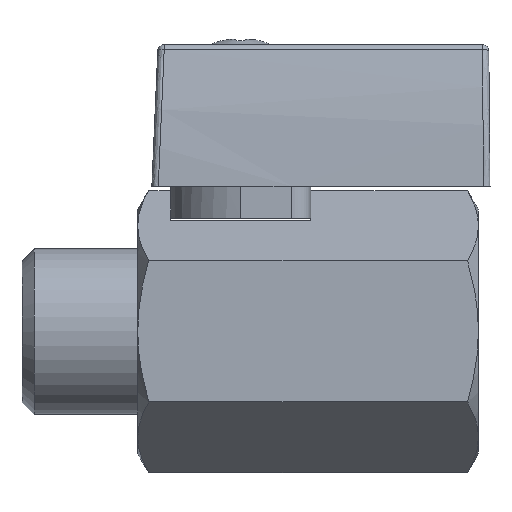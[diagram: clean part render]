
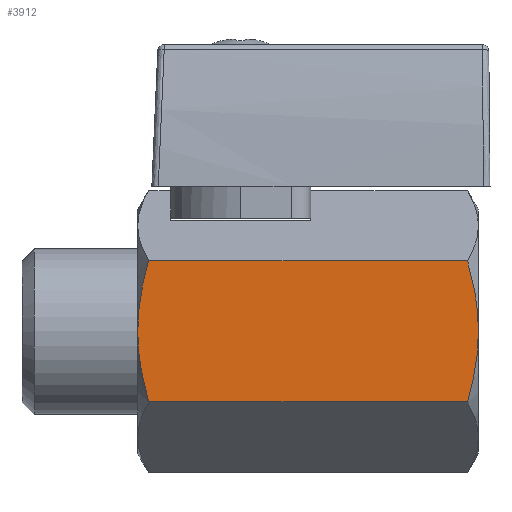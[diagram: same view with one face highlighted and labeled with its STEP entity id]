
A CAD part, top view. The second image highlights one B-rep face of the part: STEP entity #3912.
In plain terms, the highlighted planar face has unit normal (0, 0, 1).
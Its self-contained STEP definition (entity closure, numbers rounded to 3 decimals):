
#227 = CARTESIAN_POINT ( 'NONE',  ( -7.151, 5.485, 9.5 ) ) ;
#228 = CARTESIAN_POINT ( 'NONE',  ( -8., 0., 9.5 ) ) ;
#229 = CARTESIAN_POINT ( 'NONE',  ( -7.151, -5.485, 9.5 ) ) ;
#230 = CARTESIAN_POINT ( 'NONE',  ( 17.651, -5.485, 9.5 ) ) ;
#231 = CARTESIAN_POINT ( 'NONE',  ( 18.5, 0., 9.5 ) ) ;
#235 = CARTESIAN_POINT ( 'NONE',  ( 17.651, 5.485, 9.5 ) ) ;
#723 = CARTESIAN_POINT ( 'NONE',  ( 18.5, 0.928, 9.5 ) ) ;
#724 = CARTESIAN_POINT ( 'NONE',  ( 17.908, 4.598, 9.5 ) ) ;
#726 = CARTESIAN_POINT ( 'NONE',  ( 18.121, 3.699, 9.5 ) ) ;
#727 = CARTESIAN_POINT ( 'NONE',  ( 18.418, 1.868, 9.5 ) ) ;
#729 = CARTESIAN_POINT ( 'NONE',  ( 18.5, 0., 9.5 ) ) ;
#986 = CARTESIAN_POINT ( 'NONE',  ( 17.651, 5.485, 9.5 ) ) ;
#1299 = DIRECTION ( 'NONE',  ( 0., 1., 0. ) ) ;
#1300 = DIRECTION ( 'NONE',  ( 0., 0., -1. ) ) ;
#1301 = CARTESIAN_POINT ( 'NONE',  ( 18.5, 5.485, 9.5 ) ) ;
#1302 = PLANE ( 'NONE',  #5599 ) ;
#2618 = ORIENTED_EDGE ( 'NONE', *, *, #4144, .F. ) ;
#2619 = ORIENTED_EDGE ( 'NONE', *, *, #4142, .F. ) ;
#2620 = ORIENTED_EDGE ( 'NONE', *, *, #4143, .F. ) ;
#2621 = ORIENTED_EDGE ( 'NONE', *, *, #4145, .T. ) ;
#2622 = ORIENTED_EDGE ( 'NONE', *, *, #4137, .F. ) ;
#2624 = ORIENTED_EDGE ( 'NONE', *, *, #4146, .F. ) ;
#2735 = EDGE_LOOP ( 'NONE', ( #2618, #2620, #2619, #2622, #2621, #2624 ) ) ;
#3050 = VERTEX_POINT ( 'NONE', #235 ) ;
#3057 = VERTEX_POINT ( 'NONE', #231 ) ;
#3060 = VERTEX_POINT ( 'NONE', #230 ) ;
#3061 = VERTEX_POINT ( 'NONE', #229 ) ;
#3062 = VERTEX_POINT ( 'NONE', #228 ) ;
#3065 = VERTEX_POINT ( 'NONE', #227 ) ;
#3526 = LINE ( 'NONE', #4433, #5708 ) ;
#3527 = LINE ( 'NONE', #4425, #5710 ) ;
#3700 = FACE_OUTER_BOUND ( 'NONE', #2735, .T. ) ;
#3772 = B_SPLINE_CURVE_WITH_KNOTS ( 'NONE', 3,
 ( #986, #724, #726, #727, #723, #729 ),
 .UNSPECIFIED., .F., .F.,
 ( 4, 2, 4 ),
 ( 0.024, 0.027, 0.03 ),
 .UNSPECIFIED. ) ;
#3775 = B_SPLINE_CURVE_WITH_KNOTS ( 'NONE', 3,
 ( #4419, #4420, #4421, #4422, #4423, #4424 ),
 .UNSPECIFIED., .F., .F.,
 ( 4, 2, 4 ),
 ( 0.03, 0.033, 0.035 ),
 .UNSPECIFIED. ) ;
#3776 = B_SPLINE_CURVE_WITH_KNOTS ( 'NONE', 3,
 ( #4427, #4428, #4429, #4430, #4431, #4432 ),
 .UNSPECIFIED., .F., .F.,
 ( 4, 2, 4 ),
 ( 0.01, 0.013, 0.016 ),
 .UNSPECIFIED. ) ;
#3777 = B_SPLINE_CURVE_WITH_KNOTS ( 'NONE', 3,
 ( #4435, #4497, #5173, #5174, #4469, #4460, #4459, #4458 ),
 .UNSPECIFIED., .F., .F.,
 ( 4, 2, 2, 4 ),
 ( 0.016, 0.017, 0.019, 0.021 ),
 .UNSPECIFIED. ) ;
#3912 = ADVANCED_FACE ( 'NONE', ( #3700 ), #1302, .F. ) ;
#4137 = EDGE_CURVE ( 'NONE', #3050, #3057, #3772, .T. ) ;
#4142 = EDGE_CURVE ( 'NONE', #3057, #3060, #3775, .T. ) ;
#4143 = EDGE_CURVE ( 'NONE', #3060, #3061, #3527, .T. ) ;
#4144 = EDGE_CURVE ( 'NONE', #3061, #3062, #3776, .T. ) ;
#4145 = EDGE_CURVE ( 'NONE', #3050, #3065, #3526, .T. ) ;
#4146 = EDGE_CURVE ( 'NONE', #3062, #3065, #3777, .T. ) ;
#4419 = CARTESIAN_POINT ( 'NONE',  ( 18.5, 0., 9.5 ) ) ;
#4420 = CARTESIAN_POINT ( 'NONE',  ( 18.5, -0.927, 9.5 ) ) ;
#4421 = CARTESIAN_POINT ( 'NONE',  ( 18.42, -1.848, 9.5 ) ) ;
#4422 = CARTESIAN_POINT ( 'NONE',  ( 18.125, -3.679, 9.5 ) ) ;
#4423 = CARTESIAN_POINT ( 'NONE',  ( 17.909, -4.592, 9.5 ) ) ;
#4424 = CARTESIAN_POINT ( 'NONE',  ( 17.651, -5.485, 9.5 ) ) ;
#4425 = CARTESIAN_POINT ( 'NONE',  ( 18.5, -5.485, 9.5 ) ) ;
#4426 = DIRECTION ( 'NONE',  ( -1., 0., 0. ) ) ;
#4427 = CARTESIAN_POINT ( 'NONE',  ( -7.151, -5.485, 9.5 ) ) ;
#4428 = CARTESIAN_POINT ( 'NONE',  ( -7.409, -4.591, 9.5 ) ) ;
#4429 = CARTESIAN_POINT ( 'NONE',  ( -7.625, -3.679, 9.5 ) ) ;
#4430 = CARTESIAN_POINT ( 'NONE',  ( -7.92, -1.849, 9.5 ) ) ;
#4431 = CARTESIAN_POINT ( 'NONE',  ( -8., -0.928, 9.5 ) ) ;
#4432 = CARTESIAN_POINT ( 'NONE',  ( -8., 0., 9.5 ) ) ;
#4433 = CARTESIAN_POINT ( 'NONE',  ( 18.5, 5.485, 9.5 ) ) ;
#4434 = DIRECTION ( 'NONE',  ( -1., 0., 0. ) ) ;
#4435 = CARTESIAN_POINT ( 'NONE',  ( -8., 0., 9.5 ) ) ;
#4458 = CARTESIAN_POINT ( 'NONE',  ( -7.151, 5.485, 9.5 ) ) ;
#4459 = CARTESIAN_POINT ( 'NONE',  ( -7.408, 4.598, 9.5 ) ) ;
#4460 = CARTESIAN_POINT ( 'NONE',  ( -7.621, 3.699, 9.5 ) ) ;
#4469 = CARTESIAN_POINT ( 'NONE',  ( -7.844, 2.327, 9.5 ) ) ;
#4497 = CARTESIAN_POINT ( 'NONE',  ( -8., 0.465, 9.5 ) ) ;
#5173 = CARTESIAN_POINT ( 'NONE',  ( -7.98, 0.933, 9.5 ) ) ;
#5174 = CARTESIAN_POINT ( 'NONE',  ( -7.902, 1.865, 9.5 ) ) ;
#5599 = AXIS2_PLACEMENT_3D ( 'NONE', #1301, #1300, #1299 ) ;
#5708 = VECTOR ( 'NONE', #4434, 1000. ) ;
#5710 = VECTOR ( 'NONE', #4426, 1000. ) ;
